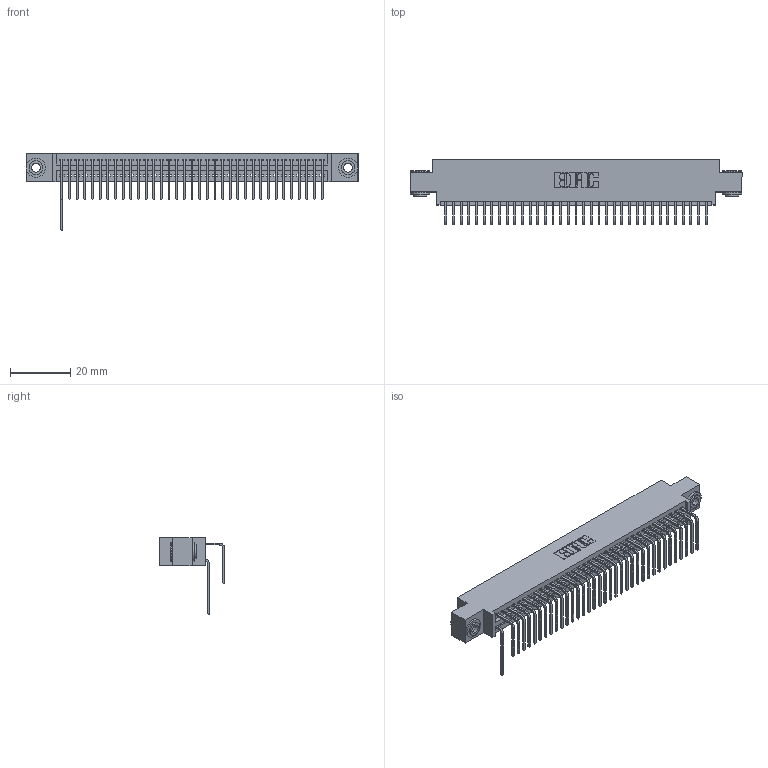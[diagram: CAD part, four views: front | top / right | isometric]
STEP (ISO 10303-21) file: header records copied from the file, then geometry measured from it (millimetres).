
FILE_DESCRIPTION (( 'STEP AP203' ), '1' );
FILE_NAME ('395-070-558-803.STEP', '2018-11-27T02:41:35', ( '' ), ( '' ), 'SwSTEP 2.0', 'SolidWorks 2016', '' );
FILE_SCHEMA (( 'CONFIG_CONTROL_DESIGN' ));
Length unit declared in the file: inch
Products named in the file (5): 345 Part_0.170 Offset - 0.156 Dia-TH; 395-070-558-803; 345-292-001_558 Tail - 2; 345-250-002_345-250-002-102; 345-292-001_558 559 Tail - 1
Assembly tree (39 placements, depth 2):
  395-070-558-803
    345 Part_0.170 Offset - 0.156 Dia-TH
    345-292-001_558 559 Tail - 1
    345-292-001_558 Tail - 2  x35
    345-250-002_345-250-002-102  x2
Bounding box: 110.11 x 21.83 x 25.53 mm (x, y, z)
Volume: 10438.3 mm3; surface area: 14883.1 mm2
Topology: 39 solids, 39 shells, 2312 faces, 6927 edges, 4566 vertices
Faces by surface type: plane 1592, cylinder 712, cone 8
Entity records: 29750 total; most frequent: CARTESIAN_POINT 5164, ORIENTED_EDGE 5074, DIRECTION 4527, EDGE_CURVE 2537, VECTOR 2201, LINE 2201, VERTEX_POINT 1686, AXIS2_PLACEMENT_3D 1163
